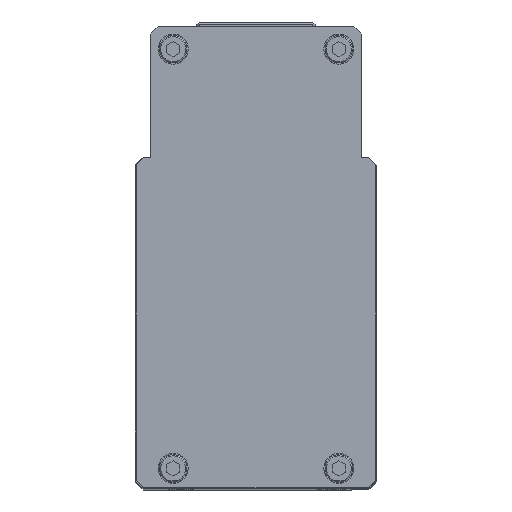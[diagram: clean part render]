
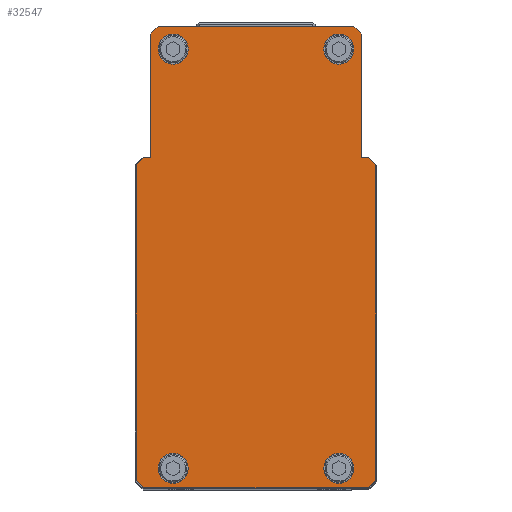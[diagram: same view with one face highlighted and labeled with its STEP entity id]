
A CAD part, top view. The second image highlights one B-rep face of the part: STEP entity #32547.
In plain terms, the highlighted planar face has unit normal (0, 0, 1).
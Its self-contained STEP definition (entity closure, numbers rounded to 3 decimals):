
#2695=LINE('',#50844,#4711);
#2699=LINE('',#50851,#4715);
#2700=LINE('',#50854,#4716);
#2705=LINE('',#50864,#4721);
#2707=LINE('',#50868,#4723);
#2712=LINE('',#50878,#4728);
#2714=LINE('',#50882,#4730);
#2718=LINE('',#50890,#4734);
#2720=LINE('',#50894,#4736);
#2725=LINE('',#50904,#4741);
#2728=LINE('',#50908,#4744);
#2729=LINE('',#50942,#4745);
#2731=LINE('',#50945,#4747);
#2732=LINE('',#50947,#4748);
#4711=VECTOR('',#38262,10.);
#4715=VECTOR('',#38268,10.);
#4716=VECTOR('',#38271,10.);
#4721=VECTOR('',#38278,10.);
#4723=VECTOR('',#38282,10.);
#4728=VECTOR('',#38289,10.);
#4730=VECTOR('',#38293,10.);
#4734=VECTOR('',#38299,10.);
#4736=VECTOR('',#38303,10.);
#4741=VECTOR('',#38310,10.);
#4744=VECTOR('',#38315,10.);
#4745=VECTOR('',#38358,10.);
#4747=VECTOR('',#38362,10.);
#4748=VECTOR('',#38365,10.);
#7307=PLANE('',#35774);
#8320=FACE_BOUND('',#13066,.T.);
#8321=FACE_BOUND('',#13067,.T.);
#8322=FACE_BOUND('',#13068,.T.);
#8323=FACE_BOUND('',#13069,.T.);
#10348=FACE_OUTER_BOUND('',#13065,.T.);
#13065=EDGE_LOOP('',(#30305,#30306,#30307,#30308,#30309,#30310,#30311,#30312,
#30313,#30314,#30315,#30316,#30317,#30318));
#13066=EDGE_LOOP('',(#30319));
#13067=EDGE_LOOP('',(#30320));
#13068=EDGE_LOOP('',(#30321));
#13069=EDGE_LOOP('',(#30322));
#13478=CIRCLE('',#33558,3.);
#13481=CIRCLE('',#33563,3.);
#13484=CIRCLE('',#33568,3.);
#13487=CIRCLE('',#33573,3.);
#15403=VERTEX_POINT('',#50841);
#15404=VERTEX_POINT('',#50843);
#15406=VERTEX_POINT('',#50849);
#15407=VERTEX_POINT('',#50853);
#15410=VERTEX_POINT('',#50861);
#15411=VERTEX_POINT('',#50863);
#15412=VERTEX_POINT('',#50867);
#15415=VERTEX_POINT('',#50875);
#15416=VERTEX_POINT('',#50877);
#15417=VERTEX_POINT('',#50881);
#15420=VERTEX_POINT('',#50889);
#15421=VERTEX_POINT('',#50893);
#15424=VERTEX_POINT('',#50901);
#15425=VERTEX_POINT('',#50903);
#15428=VERTEX_POINT('',#50915);
#15431=VERTEX_POINT('',#50923);
#15434=VERTEX_POINT('',#50931);
#15437=VERTEX_POINT('',#50939);
#18742=EDGE_CURVE('',#15403,#15404,#2695,.T.);
#18746=EDGE_CURVE('',#15403,#15406,#2699,.T.);
#18747=EDGE_CURVE('',#15407,#15406,#2700,.T.);
#18752=EDGE_CURVE('',#15410,#15411,#2705,.T.);
#18754=EDGE_CURVE('',#15412,#15411,#2707,.T.);
#18759=EDGE_CURVE('',#15415,#15416,#2712,.T.);
#18761=EDGE_CURVE('',#15417,#15416,#2714,.T.);
#18765=EDGE_CURVE('',#15417,#15420,#2718,.T.);
#18767=EDGE_CURVE('',#15421,#15420,#2720,.T.);
#18772=EDGE_CURVE('',#15424,#15425,#2725,.T.);
#18775=EDGE_CURVE('',#15410,#15425,#2728,.T.);
#18778=EDGE_CURVE('',#15428,#15428,#13478,.T.);
#18781=EDGE_CURVE('',#15431,#15431,#13481,.T.);
#18784=EDGE_CURVE('',#15434,#15434,#13484,.T.);
#18787=EDGE_CURVE('',#15437,#15437,#13487,.T.);
#18788=EDGE_CURVE('',#15407,#15412,#2729,.T.);
#18790=EDGE_CURVE('',#15424,#15421,#2731,.T.);
#18791=EDGE_CURVE('',#15415,#15404,#2732,.T.);
#30305=ORIENTED_EDGE('',*,*,#18742,.F.);
#30306=ORIENTED_EDGE('',*,*,#18746,.T.);
#30307=ORIENTED_EDGE('',*,*,#18747,.F.);
#30308=ORIENTED_EDGE('',*,*,#18788,.T.);
#30309=ORIENTED_EDGE('',*,*,#18754,.T.);
#30310=ORIENTED_EDGE('',*,*,#18752,.F.);
#30311=ORIENTED_EDGE('',*,*,#18775,.T.);
#30312=ORIENTED_EDGE('',*,*,#18772,.F.);
#30313=ORIENTED_EDGE('',*,*,#18790,.T.);
#30314=ORIENTED_EDGE('',*,*,#18767,.T.);
#30315=ORIENTED_EDGE('',*,*,#18765,.F.);
#30316=ORIENTED_EDGE('',*,*,#18761,.T.);
#30317=ORIENTED_EDGE('',*,*,#18759,.F.);
#30318=ORIENTED_EDGE('',*,*,#18791,.T.);
#30319=ORIENTED_EDGE('',*,*,#18787,.T.);
#30320=ORIENTED_EDGE('',*,*,#18784,.T.);
#30321=ORIENTED_EDGE('',*,*,#18781,.T.);
#30322=ORIENTED_EDGE('',*,*,#18778,.T.);
#32547=ADVANCED_FACE('',(#10348,#8320,#8321,#8322,#8323),#7307,.F.);
#33558=AXIS2_PLACEMENT_3D('',#50916,#38324,#38325);
#33563=AXIS2_PLACEMENT_3D('',#50924,#38334,#38335);
#33568=AXIS2_PLACEMENT_3D('',#50932,#38344,#38345);
#33573=AXIS2_PLACEMENT_3D('',#50940,#38354,#38355);
#35774=AXIS2_PLACEMENT_3D('',#68018,#43974,#43975);
#38262=DIRECTION('',(0.707,0.707,0.));
#38268=DIRECTION('',(0.,-1.,0.));
#38271=DIRECTION('',(-0.707,0.707,0.));
#38278=DIRECTION('',(-0.707,0.707,0.));
#38282=DIRECTION('',(0.,-1.,0.));
#38289=DIRECTION('',(0.707,-0.707,0.));
#38293=DIRECTION('',(0.,1.,0.));
#38299=DIRECTION('',(-0.707,-0.707,0.));
#38303=DIRECTION('',(1.,0.,0.));
#38310=DIRECTION('',(-0.707,-0.707,0.));
#38315=DIRECTION('',(1.,0.,0.));
#38324=DIRECTION('center_axis',(0.,0.,-1.));
#38325=DIRECTION('ref_axis',(-1.,0.,0.));
#38334=DIRECTION('center_axis',(0.,0.,-1.));
#38335=DIRECTION('ref_axis',(-1.,0.,0.));
#38344=DIRECTION('center_axis',(0.,0.,-1.));
#38345=DIRECTION('ref_axis',(-1.,0.,0.));
#38354=DIRECTION('center_axis',(0.,0.,-1.));
#38355=DIRECTION('ref_axis',(-1.,0.,0.));
#38358=DIRECTION('',(1.,0.,0.));
#38362=DIRECTION('',(0.,1.,0.));
#38365=DIRECTION('',(-1.,0.,0.));
#43974=DIRECTION('center_axis',(0.,0.,-1.));
#43975=DIRECTION('ref_axis',(1.,0.,0.));
#50841=CARTESIAN_POINT('',(-26.4,31.4,94.5));
#50843=CARTESIAN_POINT('',(-24.9,32.9,94.5));
#50844=CARTESIAN_POINT('',(-31.028,26.772,94.5));
#50849=CARTESIAN_POINT('',(-26.4,-31.5,94.5));
#50851=CARTESIAN_POINT('',(-26.4,-33.,94.5));
#50853=CARTESIAN_POINT('',(-24.9,-33.,94.5));
#50854=CARTESIAN_POINT('',(-24.797,-33.103,94.5));
#50861=CARTESIAN_POINT('',(-22.,-59.,94.5));
#50863=CARTESIAN_POINT('',(-23.5,-57.5,94.5));
#50864=CARTESIAN_POINT('',(-29.122,-51.878,94.5));
#50867=CARTESIAN_POINT('',(-23.5,-33.,94.5));
#50868=CARTESIAN_POINT('',(-23.5,-59.,94.5));
#50875=CARTESIAN_POINT('',(19.9,32.9,94.5));
#50877=CARTESIAN_POINT('',(21.4,31.4,94.5));
#50878=CARTESIAN_POINT('',(26.028,26.772,94.5));
#50881=CARTESIAN_POINT('',(21.4,-31.5,94.5));
#50882=CARTESIAN_POINT('',(21.4,32.9,94.5));
#50889=CARTESIAN_POINT('',(19.9,-33.,94.5));
#50890=CARTESIAN_POINT('',(19.797,-33.103,94.5));
#50893=CARTESIAN_POINT('',(18.5,-33.,94.5));
#50894=CARTESIAN_POINT('',(21.4,-33.,94.5));
#50901=CARTESIAN_POINT('',(18.5,-57.5,94.5));
#50903=CARTESIAN_POINT('',(17.,-59.,94.5));
#50904=CARTESIAN_POINT('',(24.122,-51.878,94.5));
#50908=CARTESIAN_POINT('',(18.5,-59.,94.5));
#50915=CARTESIAN_POINT('',(11.,29.,94.5));
#50916=CARTESIAN_POINT('Origin',(14.,29.,94.5));
#50923=CARTESIAN_POINT('',(11.,-54.5,94.5));
#50924=CARTESIAN_POINT('Origin',(14.,-54.5,94.5));
#50931=CARTESIAN_POINT('',(-22.,-54.5,94.5));
#50932=CARTESIAN_POINT('Origin',(-19.,-54.5,94.5));
#50939=CARTESIAN_POINT('',(-22.,29.,94.5));
#50940=CARTESIAN_POINT('Origin',(-19.,29.,94.5));
#50942=CARTESIAN_POINT('',(-23.5,-33.,94.5));
#50945=CARTESIAN_POINT('',(18.5,-33.,94.5));
#50947=CARTESIAN_POINT('',(-26.4,32.9,94.5));
#68018=CARTESIAN_POINT('Origin',(-2.5,-12.51,94.5));
